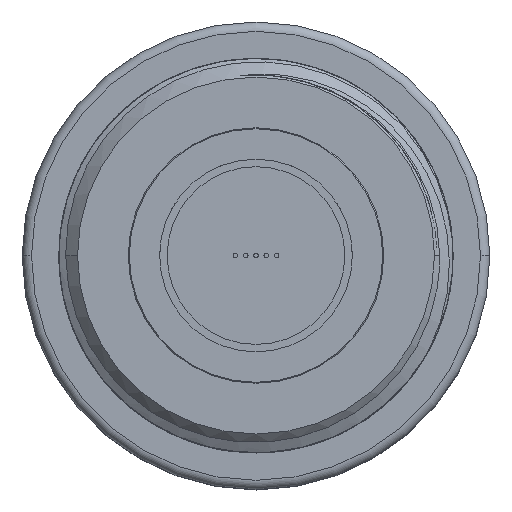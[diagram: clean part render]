
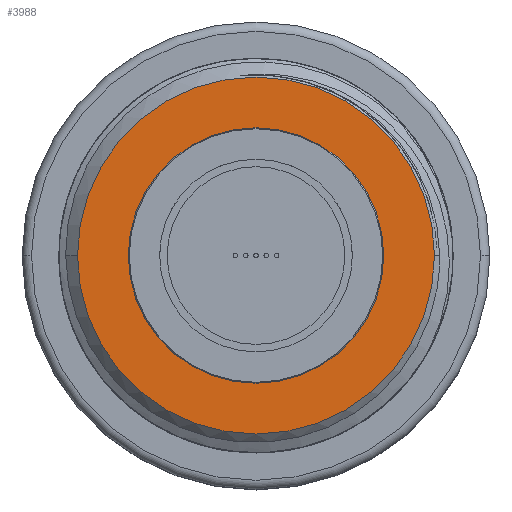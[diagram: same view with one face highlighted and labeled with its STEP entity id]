
A CAD part, top view. The second image highlights one B-rep face of the part: STEP entity #3988.
In plain terms, the highlighted planar face has unit normal (0, 0, 1).
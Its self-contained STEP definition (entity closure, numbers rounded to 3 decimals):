
#1735=CARTESIAN_POINT('',(0.,0.,30.));
#1736=DIRECTION('',(0.,0.,1.));
#1737=DIRECTION('',(1.,0.,0.));
#1738=AXIS2_PLACEMENT_3D('',#1735,#1736,#1737);
#1740=CARTESIAN_POINT('',(0.,0.,
30.));
#1741=DIRECTION('',(0.,0.,1.));
#1742=DIRECTION('',(-1.,0.,0.));
#1743=AXIS2_PLACEMENT_3D('',#1740,#1741,#1742);
#1745=CARTESIAN_POINT('',(0.,0.,30.));
#1746=DIRECTION('',(0.,0.,-1.));
#1747=DIRECTION('',(0.,1.,0.));
#1748=AXIS2_PLACEMENT_3D('',#1745,#1746,#1747);
#1750=CARTESIAN_POINT('',(0.,0.,30.));
#1751=DIRECTION('',(0.,0.,-1.));
#1752=DIRECTION('',(0.,-1.,0.));
#1753=AXIS2_PLACEMENT_3D('',#1750,#1751,#1752);
#1865=CARTESIAN_POINT('',(19.082,0.,30.));
#1866=CARTESIAN_POINT('',(-19.082,0.,30.));
#1867=VERTEX_POINT('',#1865);
#1868=VERTEX_POINT('',#1866);
#1989=CARTESIAN_POINT('',(0.,13.655,30.));
#1990=CARTESIAN_POINT('',(0.,-13.655,30.));
#1991=VERTEX_POINT('',#1989);
#1992=VERTEX_POINT('',#1990);
#3973=CARTESIAN_POINT('',(0.,0.,30.));
#3974=DIRECTION('',(0.,0.,1.));
#3975=DIRECTION('',(1.,0.,0.));
#3976=AXIS2_PLACEMENT_3D('',#3973,#3974,#3975);
#3977=PLANE('',#3976);
#3978=ORIENTED_EDGE('',*,*,#2696,.F.);
#3979=ORIENTED_EDGE('',*,*,#3966,.F.);
#3980=EDGE_LOOP('',(#3978,#3979));
#3981=FACE_OUTER_BOUND('',#3980,.F.);
#3983=ORIENTED_EDGE('',*,*,#3982,.F.);
#3985=ORIENTED_EDGE('',*,*,#3984,.F.);
#3986=EDGE_LOOP('',(#3983,#3985));
#3987=FACE_BOUND('',#3986,.F.);
#3988=ADVANCED_FACE('',(#3981,#3987),#3977,.T.);
#1739=CIRCLE('',#1738,19.082);
#1744=CIRCLE('',#1743,19.082);
#1749=CIRCLE('',#1748,13.655);
#1754=CIRCLE('',#1753,13.655);
#2696=EDGE_CURVE('',#1867,#1868,#1739,.T.);
#3966=EDGE_CURVE('',#1868,#1867,#1744,.T.);
#3982=EDGE_CURVE('',#1991,#1992,#1749,.T.);
#3984=EDGE_CURVE('',#1992,#1991,#1754,.T.);
